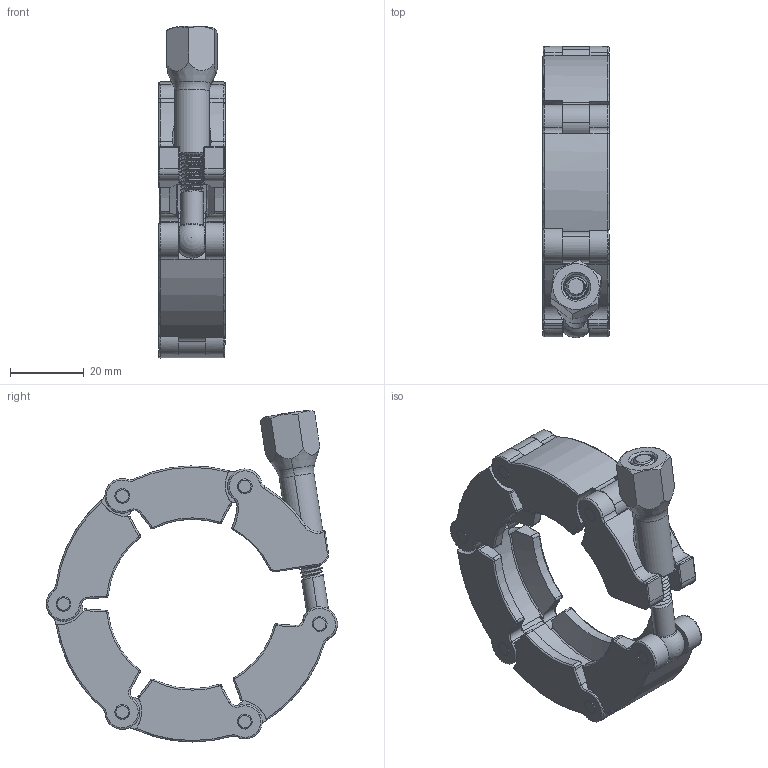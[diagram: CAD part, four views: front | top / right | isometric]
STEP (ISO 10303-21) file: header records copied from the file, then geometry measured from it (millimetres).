
FILE_DESCRIPTION (( 'STEP AP214' ), '1' );
FILE_NAME ('Hositrad_KF40CT-A.STEP', '2020-05-25T10:59:16', ( '' ), ( '' ), 'SwSTEP 2.0', 'SolidWorks 2020', '' );
FILE_SCHEMA (( 'AUTOMOTIVE_DESIGN' ));
Length unit declared in the file: millimetre
Products named in the file (6): KF40-Part; Nut-M6; BoltM6; KF40-Part-end; Hositrad_KF40CT-A; Pin
Assembly tree (14 placements, depth 2):
  Hositrad_KF40CT-A
    KF40-Part  x5
    KF40-Part-end
    Pin  x6
    BoltM6
    Nut-M6
Bounding box: 18.1 x 79.16 x 90.2 mm (x, y, z)
Volume: 38604.8 mm3; surface area: 23605.5 mm2
Topology: 14 solids, 14 shells, 612 faces, 1584 edges, 996 vertices
Faces by surface type: cylinder 323, torus 159, plane 67, cone 55, bspline 4, sphere 4
Entity records: 13767 total; most frequent: CARTESIAN_POINT 6374, ORIENTED_EDGE 1590, DIRECTION 1479, EDGE_CURVE 795, AXIS2_PLACEMENT_3D 619, VERTEX_POINT 501, EDGE_LOOP 318, FACE_OUTER_BOUND 304
